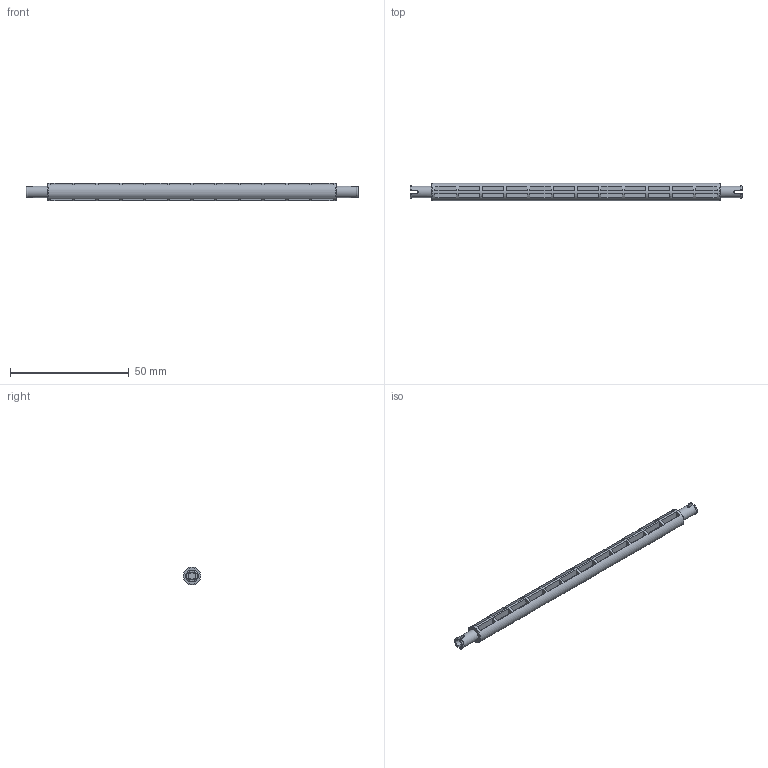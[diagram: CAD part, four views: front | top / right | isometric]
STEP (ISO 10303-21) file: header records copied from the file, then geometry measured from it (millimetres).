
FILE_DESCRIPTION(/* description */ (''),/* implementation_level */ '2;1');
FILE_NAME(/* name */ 'RB12.stp',/* time_stamp */ '2019-05-10T14:21:36+02:00',/* author */ ('Varga Daniel'),/* organization */ (''),/* preprocessor_version */ 'ST-DEVELOPER v18',/* originating_system */ 'Autodesk Inventor 2020',/* authorisation */ '');
FILE_SCHEMA (('AUTOMOTIVE_DESIGN { 1 0 10303 214 3 1 1 }'));
Length unit declared in the file: millimetre
Products named in the file (1): RB12
Bounding box: 140.05 x 7.5 x 7.5 mm (x, y, z)
Volume: 3466.5 mm3; surface area: 5733 mm2
Topology: 1 solids, 1 shells, 279 faces, 678 edges, 451 vertices
Faces by surface type: plane 264, cylinder 9, torus 6
Full cylindrical faces by diameter (mm): 3.35 x2, 4.8 x2, 7.5 x1
Entity records: 8422 total; most frequent: CARTESIAN_POINT 1721, ORIENTED_EDGE 1356, DIRECTION 1343, EDGE_CURVE 678, LINE 525, VECTOR 525, VERTEX_POINT 451, AXIS2_PLACEMENT_3D 409
